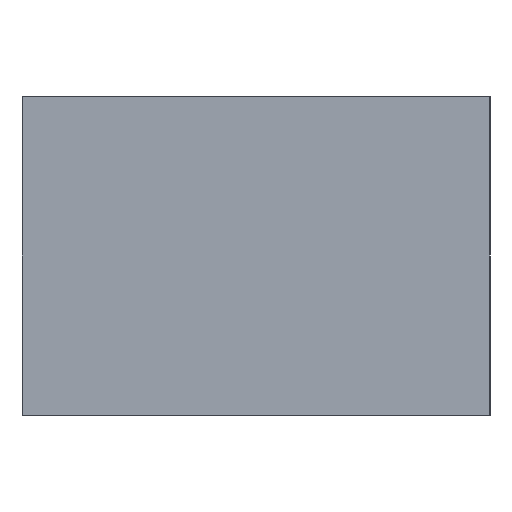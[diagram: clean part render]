
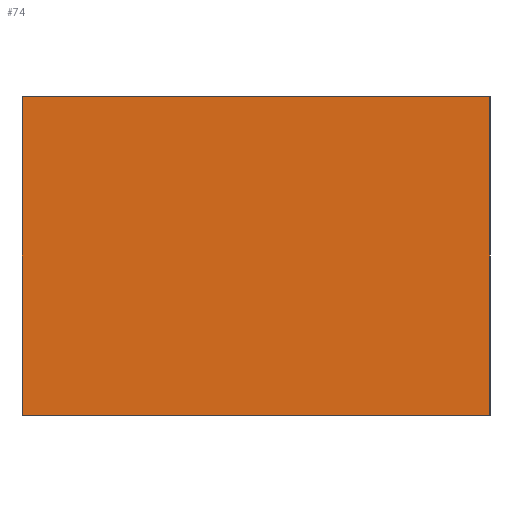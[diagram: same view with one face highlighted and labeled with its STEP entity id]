
A CAD part, left-side view. The second image highlights one B-rep face of the part: STEP entity #74.
In plain terms, the highlighted planar face has unit normal (-1, 0, 0).
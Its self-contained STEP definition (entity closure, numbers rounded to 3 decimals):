
#74=ADVANCED_FACE('',(#174),#175,.F.);
#174=FACE_OUTER_BOUND('',#313,.T.);
#175=PLANE('',#314);
#313=EDGE_LOOP('',(#465,#466,#467,#468));
#314=AXIS2_PLACEMENT_3D('',#469,#470,#471);
#465=ORIENTED_EDGE('',*,*,#874,.T.);
#466=ORIENTED_EDGE('',*,*,#872,.F.);
#467=ORIENTED_EDGE('',*,*,#875,.F.);
#468=ORIENTED_EDGE('',*,*,#876,.T.);
#469=CARTESIAN_POINT('',(-1.0,0.625,0.425));
#470=DIRECTION('',(1.0,0.0,0.0));
#471=DIRECTION('',(0.0,1.0,-0.0));
#872=EDGE_CURVE('',#1088,#1083,#1090,.T.);
#874=EDGE_CURVE('',#1092,#1083,#1093,.T.);
#875=EDGE_CURVE('',#1094,#1088,#1095,.T.);
#876=EDGE_CURVE('',#1094,#1092,#1096,.T.);
#1083=VERTEX_POINT('',#1571);
#1088=VERTEX_POINT('',#1578);
#1090=LINE('',#1581,#1582);
#1092=VERTEX_POINT('',#1584);
#1093=LINE('',#1585,#1586);
#1094=VERTEX_POINT('',#1587);
#1095=LINE('',#1588,#1589);
#1096=LINE('',#1590,#1591);
#1571=CARTESIAN_POINT('',(-1.0,-0.625,-0.425));
#1578=CARTESIAN_POINT('',(-1.0,-0.625,0.425));
#1581=CARTESIAN_POINT('',(-1.0,-0.625,0.425));
#1582=VECTOR('',#1947,1000.0);
#1584=CARTESIAN_POINT('',(-1.0,0.625,-0.425));
#1585=CARTESIAN_POINT('',(-1.0,0.625,-0.425));
#1586=VECTOR('',#1948,1000.0);
#1587=CARTESIAN_POINT('',(-1.0,0.625,0.425));
#1588=CARTESIAN_POINT('',(-1.0,0.625,0.425));
#1589=VECTOR('',#1949,1000.0);
#1590=CARTESIAN_POINT('',(-1.0,0.625,0.425));
#1591=VECTOR('',#1950,1000.0);
#1947=DIRECTION('',(0.0,0.0,-1.0));
#1948=DIRECTION('',(0.0,-1.0,0.0));
#1949=DIRECTION('',(0.0,-1.0,0.0));
#1950=DIRECTION('',(0.0,0.0,-1.0));
